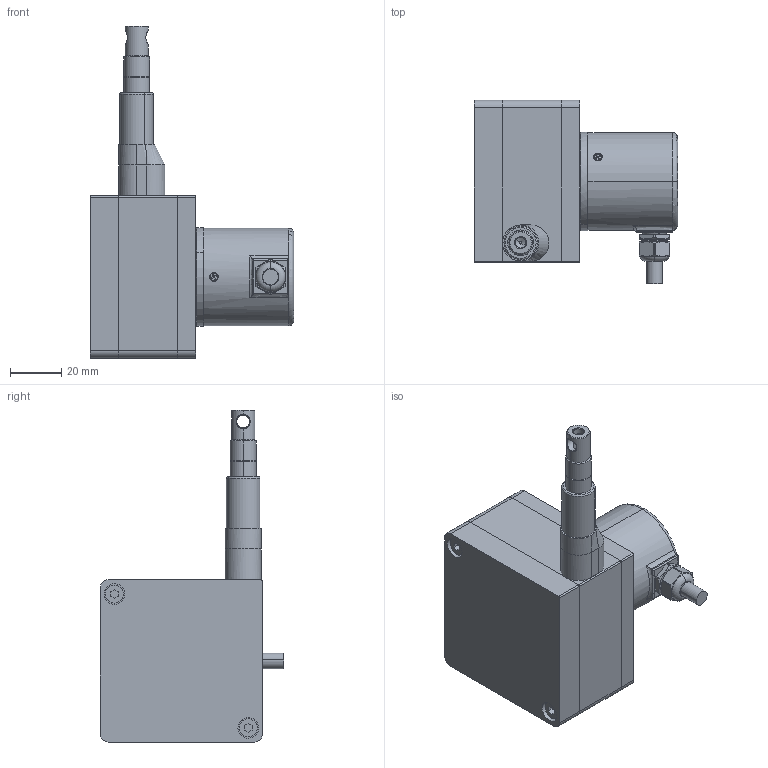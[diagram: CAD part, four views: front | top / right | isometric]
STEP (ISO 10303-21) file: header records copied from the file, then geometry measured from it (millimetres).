
FILE_DESCRIPTION(('CATIA V5 STEP Exchange'),'2;1');
FILE_NAME('LTF63-ASM-ESG38.stp','2026-02-04T07:23:41+00:00',('none'),('none'),'CATIA Version 5 Release 21 GA (IN-10)','CATIA V5 STEP AP203','none');
FILE_SCHEMA(('CONFIG_CONTROL_DESIGN'));
Length unit declared in the file: millimetre
Products named in the file (5): LTF63_ASM; LTF63-COMPONENTS; LTF63_LD_ASM; LTF63_DXZ_A; LTF80-LT-ASM
Assembly tree (16 placements, depth 3):
  LTF63_ASM
    LTF63-COMPONENTS
      #66
    LTF63_LD_ASM
      #20376  x4
    #20865
    #21446
    #22020
    #22594
    LTF63_DXZ_A
      #23023
    LTF80-LT-ASM
      #23315
      #24719
Bounding box: 79 x 71.27 x 129 mm (x, y, z)
Volume: 171152.2 mm3; surface area: 49910.7 mm2
Topology: 11 solids, 28 shells, 659 faces, 1841 edges, 1225 vertices
Faces by surface type: cylinder 206, bspline 173, plane 167, cone 65, torus 46, sphere 2
Entity records: 24753 total; most frequent: CARTESIAN_POINT 11108, ORIENTED_EDGE 3037, DIRECTION 1902, EDGE_CURVE 1737, VERTEX_POINT 1159, AXIS2_PLACEMENT_3D 924, EDGE_LOOP 676, ADVANCED_FACE 611
